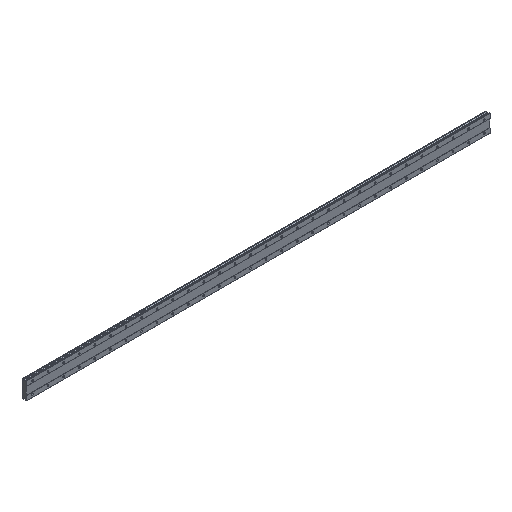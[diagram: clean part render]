
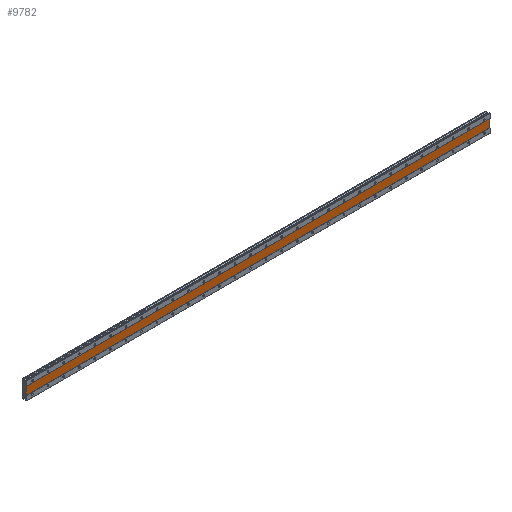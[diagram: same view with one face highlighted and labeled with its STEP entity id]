
A CAD part, isometric view. The second image highlights one B-rep face of the part: STEP entity #9782.
In plain terms, the highlighted planar face has unit normal (0, -1, 0).
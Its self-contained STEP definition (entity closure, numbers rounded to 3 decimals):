
#43 = CARTESIAN_POINT ( 'NONE',  ( -30., 1., -20. ) ) ;
#441 = VERTEX_POINT ( 'NONE', #8724 ) ;
#514 = CARTESIAN_POINT ( 'NONE',  ( 2350., 1., -20. ) ) ;
#604 = LINE ( 'NONE', #9484, #2893 ) ;
#692 = EDGE_CURVE ( 'NONE', #990, #8218, #5768, .T. ) ;
#735 = VECTOR ( 'NONE', #942, 1000. ) ;
#831 = CARTESIAN_POINT ( 'NONE',  ( 2350., 1., 20. ) ) ;
#839 = PLANE ( 'NONE',  #5646 ) ;
#942 = DIRECTION ( 'NONE',  ( 0., 0., 1. ) ) ;
#990 = VERTEX_POINT ( 'NONE', #43 ) ;
#1039 = DIRECTION ( 'NONE',  ( 0., 0., 1. ) ) ;
#2438 = EDGE_CURVE ( 'NONE', #441, #990, #8392, .T. ) ;
#2893 = VECTOR ( 'NONE', #3797, 1000. ) ;
#3012 = VECTOR ( 'NONE', #10404, 1000. ) ;
#3797 = DIRECTION ( 'NONE',  ( 0., 0., -1. ) ) ;
#3971 = EDGE_CURVE ( 'NONE', #5999, #441, #604, .T. ) ;
#4049 = ORIENTED_EDGE ( 'NONE', *, *, #2438, .F. ) ;
#4071 = DIRECTION ( 'NONE',  ( 0., 1., 0. ) ) ;
#4328 = CARTESIAN_POINT ( 'NONE',  ( 2350., 1., 20. ) ) ;
#4650 = EDGE_CURVE ( 'NONE', #8218, #5999, #4751, .T. ) ;
#4751 = LINE ( 'NONE', #831, #3012 ) ;
#4949 = ORIENTED_EDGE ( 'NONE', *, *, #4650, .F. ) ;
#5277 = DIRECTION ( 'NONE',  ( -1., 0., 0. ) ) ;
#5357 = EDGE_LOOP ( 'NONE', ( #4049, #6291, #4949, #6647 ) ) ;
#5612 = VECTOR ( 'NONE', #5277, 1000. ) ;
#5646 = AXIS2_PLACEMENT_3D ( 'NONE', #6501, #4071, #1039 ) ;
#5768 = LINE ( 'NONE', #8141, #735 ) ;
#5999 = VERTEX_POINT ( 'NONE', #4328 ) ;
#6291 = ORIENTED_EDGE ( 'NONE', *, *, #3971, .F. ) ;
#6501 = CARTESIAN_POINT ( 'NONE',  ( 2350., 1., 20. ) ) ;
#6647 = ORIENTED_EDGE ( 'NONE', *, *, #692, .F. ) ;
#7248 = CARTESIAN_POINT ( 'NONE',  ( -30., 1., 20. ) ) ;
#8141 = CARTESIAN_POINT ( 'NONE',  ( -30., 1., 20. ) ) ;
#8191 = FACE_OUTER_BOUND ( 'NONE', #5357, .T. ) ;
#8218 = VERTEX_POINT ( 'NONE', #7248 ) ;
#8392 = LINE ( 'NONE', #514, #5612 ) ;
#8724 = CARTESIAN_POINT ( 'NONE',  ( 2350., 1., -20. ) ) ;
#9484 = CARTESIAN_POINT ( 'NONE',  ( 2350., 1., 20. ) ) ;
#9782 = ADVANCED_FACE ( 'NONE', ( #8191 ), #839, .F. ) ;
#10404 = DIRECTION ( 'NONE',  ( 1., 0., 0. ) ) ;
